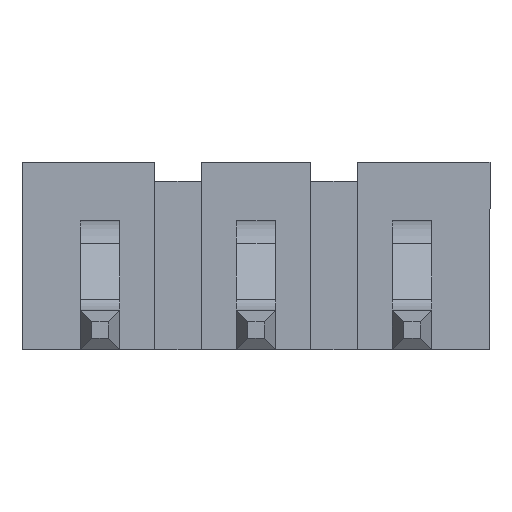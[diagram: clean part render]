
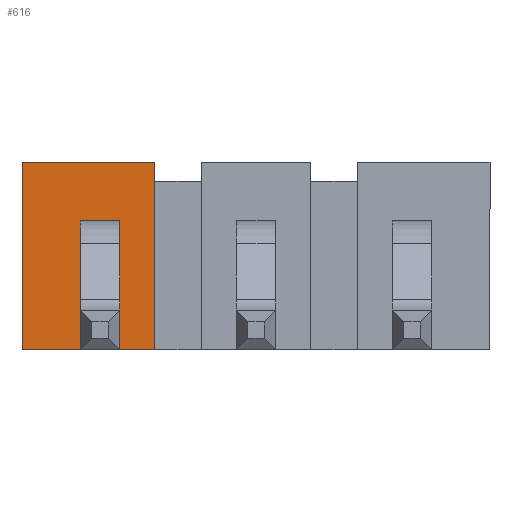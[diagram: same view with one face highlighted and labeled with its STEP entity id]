
A CAD part, front view. The second image highlights one B-rep face of the part: STEP entity #616.
In plain terms, the highlighted face is planar.
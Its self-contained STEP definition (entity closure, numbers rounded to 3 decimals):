
#178 = VERTEX_POINT('',#179);
#179 = CARTESIAN_POINT('',(1.651,-1.524,-1.27));
#185 = EDGE_CURVE('',#178,#186,#188,.T.);
#186 = VERTEX_POINT('',#187);
#187 = CARTESIAN_POINT('',(3.81,-1.524,-1.27));
#188 = LINE('',#189,#190);
#189 = CARTESIAN_POINT('',(-3.81,-1.524,-1.27));
#190 = VECTOR('',#191,1.);
#191 = DIRECTION('',(1.,0.,0.));
#616 = ADVANCED_FACE('',(#617,#651),#676,.F.);
#617 = FACE_BOUND('',#618,.T.);
#618 = EDGE_LOOP('',(#619,#629,#637,#645));
#619 = ORIENTED_EDGE('',*,*,#620,.T.);
#620 = EDGE_CURVE('',#621,#623,#625,.T.);
#621 = VERTEX_POINT('',#622);
#622 = CARTESIAN_POINT('',(2.851,0.565,-1.27));
#623 = VERTEX_POINT('',#624);
#624 = CARTESIAN_POINT('',(2.229,0.565,-1.27));
#625 = LINE('',#626,#627);
#626 = CARTESIAN_POINT('',(2.851,0.565,-1.27));
#627 = VECTOR('',#628,1.);
#628 = DIRECTION('',(-1.,0.,0.));
#629 = ORIENTED_EDGE('',*,*,#630,.T.);
#630 = EDGE_CURVE('',#623,#631,#633,.T.);
#631 = VERTEX_POINT('',#632);
#632 = CARTESIAN_POINT('',(2.229,-0.057,-1.27));
#633 = LINE('',#634,#635);
#634 = CARTESIAN_POINT('',(2.229,0.565,-1.27));
#635 = VECTOR('',#636,1.);
#636 = DIRECTION('',(0.,-1.,0.));
#637 = ORIENTED_EDGE('',*,*,#638,.T.);
#638 = EDGE_CURVE('',#631,#639,#641,.T.);
#639 = VERTEX_POINT('',#640);
#640 = CARTESIAN_POINT('',(2.851,-0.057,-1.27));
#641 = LINE('',#642,#643);
#642 = CARTESIAN_POINT('',(2.229,-0.057,-1.27));
#643 = VECTOR('',#644,1.);
#644 = DIRECTION('',(1.,0.,0.));
#645 = ORIENTED_EDGE('',*,*,#646,.T.);
#646 = EDGE_CURVE('',#639,#621,#647,.T.);
#647 = LINE('',#648,#649);
#648 = CARTESIAN_POINT('',(2.851,-0.057,-1.27));
#649 = VECTOR('',#650,1.);
#650 = DIRECTION('',(0.,1.,0.));
#651 = FACE_BOUND('',#652,.T.);
#652 = EDGE_LOOP('',(#653,#654,#662,#670));
#653 = ORIENTED_EDGE('',*,*,#185,.F.);
#654 = ORIENTED_EDGE('',*,*,#655,.T.);
#655 = EDGE_CURVE('',#178,#656,#658,.T.);
#656 = VERTEX_POINT('',#657);
#657 = CARTESIAN_POINT('',(1.651,1.524,-1.27));
#658 = LINE('',#659,#660);
#659 = CARTESIAN_POINT('',(1.651,1.219,-1.27));
#660 = VECTOR('',#661,1.);
#661 = DIRECTION('',(0.,1.,0.));
#662 = ORIENTED_EDGE('',*,*,#663,.F.);
#663 = EDGE_CURVE('',#664,#656,#666,.T.);
#664 = VERTEX_POINT('',#665);
#665 = CARTESIAN_POINT('',(3.81,1.524,-1.27));
#666 = LINE('',#667,#668);
#667 = CARTESIAN_POINT('',(3.81,1.524,-1.27));
#668 = VECTOR('',#669,1.);
#669 = DIRECTION('',(-1.,0.,0.));
#670 = ORIENTED_EDGE('',*,*,#671,.F.);
#671 = EDGE_CURVE('',#186,#664,#672,.T.);
#672 = LINE('',#673,#674);
#673 = CARTESIAN_POINT('',(3.81,-1.524,-1.27));
#674 = VECTOR('',#675,1.);
#675 = DIRECTION('',(0.,1.,0.));
#676 = PLANE('',#677);
#677 = AXIS2_PLACEMENT_3D('',#678,#679,#680);
#678 = CARTESIAN_POINT('',(0.,0.,-1.27));
#679 = DIRECTION('',(0.,0.,1.));
#680 = DIRECTION('',(1.,0.,-0.));
